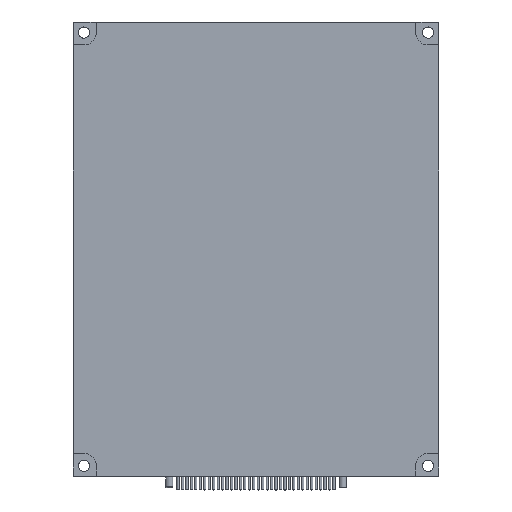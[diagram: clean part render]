
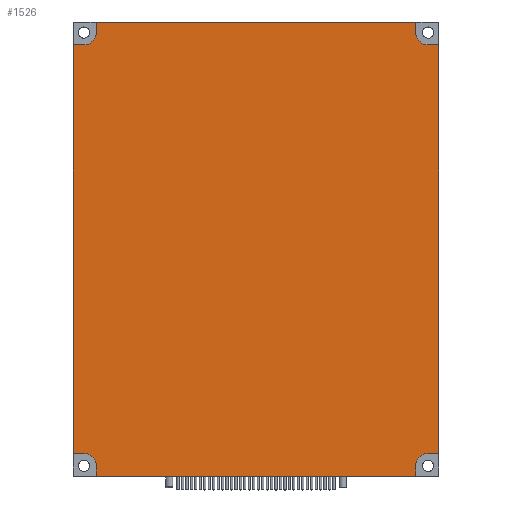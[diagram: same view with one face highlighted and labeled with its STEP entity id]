
A CAD part, top view. The second image highlights one B-rep face of the part: STEP entity #1526.
In plain terms, the highlighted planar face has unit normal (0, 0, 1).
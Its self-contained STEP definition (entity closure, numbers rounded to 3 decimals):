
#81=CIRCLE('',#2310,3.5);
#82=CIRCLE('',#2311,3.5);
#83=CIRCLE('',#2312,3.5);
#84=CIRCLE('',#2313,3.5);
#194=ORIENTED_EDGE('',*,*,#548,.F.);
#195=ORIENTED_EDGE('',*,*,#549,.F.);
#196=ORIENTED_EDGE('',*,*,#550,.F.);
#197=ORIENTED_EDGE('',*,*,#551,.F.);
#198=ORIENTED_EDGE('',*,*,#552,.T.);
#199=ORIENTED_EDGE('',*,*,#553,.T.);
#200=ORIENTED_EDGE('',*,*,#554,.T.);
#201=ORIENTED_EDGE('',*,*,#538,.F.);
#202=ORIENTED_EDGE('',*,*,#555,.F.);
#203=ORIENTED_EDGE('',*,*,#556,.F.);
#204=ORIENTED_EDGE('',*,*,#557,.F.);
#205=ORIENTED_EDGE('',*,*,#558,.F.);
#206=ORIENTED_EDGE('',*,*,#559,.T.);
#207=ORIENTED_EDGE('',*,*,#560,.T.);
#208=ORIENTED_EDGE('',*,*,#561,.T.);
#209=ORIENTED_EDGE('',*,*,#562,.F.);
#538=EDGE_CURVE('',#715,#716,#864,.T.);
#548=EDGE_CURVE('',#725,#726,#874,.T.);
#549=EDGE_CURVE('',#727,#725,#81,.T.);
#550=EDGE_CURVE('',#728,#727,#875,.T.);
#551=EDGE_CURVE('',#729,#728,#876,.T.);
#552=EDGE_CURVE('',#729,#730,#877,.T.);
#553=EDGE_CURVE('',#730,#731,#82,.F.);
#554=EDGE_CURVE('',#731,#716,#878,.T.);
#555=EDGE_CURVE('',#732,#715,#879,.T.);
#556=EDGE_CURVE('',#733,#732,#83,.T.);
#557=EDGE_CURVE('',#734,#733,#880,.T.);
#558=EDGE_CURVE('',#735,#734,#881,.T.);
#559=EDGE_CURVE('',#735,#736,#882,.T.);
#560=EDGE_CURVE('',#736,#737,#84,.F.);
#561=EDGE_CURVE('',#737,#738,#883,.T.);
#562=EDGE_CURVE('',#726,#738,#884,.T.);
#715=VERTEX_POINT('',#3067);
#716=VERTEX_POINT('',#3069);
#725=VERTEX_POINT('',#3089);
#726=VERTEX_POINT('',#3090);
#727=VERTEX_POINT('',#3092);
#728=VERTEX_POINT('',#3094);
#729=VERTEX_POINT('',#3096);
#730=VERTEX_POINT('',#3098);
#731=VERTEX_POINT('',#3100);
#732=VERTEX_POINT('',#3103);
#733=VERTEX_POINT('',#3105);
#734=VERTEX_POINT('',#3107);
#735=VERTEX_POINT('',#3109);
#736=VERTEX_POINT('',#3111);
#737=VERTEX_POINT('',#3113);
#738=VERTEX_POINT('',#3115);
#864=LINE('',#3068,#940);
#874=LINE('',#3088,#950);
#875=LINE('',#3093,#951);
#876=LINE('',#3095,#952);
#877=LINE('',#3097,#953);
#878=LINE('',#3101,#954);
#879=LINE('',#3102,#955);
#880=LINE('',#3106,#956);
#881=LINE('',#3108,#957);
#882=LINE('',#3110,#958);
#883=LINE('',#3114,#959);
#884=LINE('',#3116,#960);
#940=VECTOR('',#2539,1000.);
#950=VECTOR('',#2551,1000.);
#951=VECTOR('',#2554,1000.);
#952=VECTOR('',#2555,1000.);
#953=VECTOR('',#2556,1000.);
#954=VECTOR('',#2559,1000.);
#955=VECTOR('',#2560,1000.);
#956=VECTOR('',#2563,1000.);
#957=VECTOR('',#2564,1000.);
#958=VECTOR('',#2565,1000.);
#959=VECTOR('',#2568,1000.);
#960=VECTOR('',#2569,1000.);
#1016=EDGE_LOOP('',(#194,#195,#196,#197,#198,#199,#200,#201,#202,#203,#204,
#205,#206,#207,#208,#209));
#1236=FACE_BOUND('',#1016,.T.);
#1455=PLANE('',#2309);
#1526=ADVANCED_FACE('',(#1236),#1455,.F.);
#2309=AXIS2_PLACEMENT_3D('',#3087,#2549,#2550);
#2310=AXIS2_PLACEMENT_3D('',#3091,#2552,#2553);
#2311=AXIS2_PLACEMENT_3D('',#3099,#2557,#2558);
#2312=AXIS2_PLACEMENT_3D('',#3104,#2561,#2562);
#2313=AXIS2_PLACEMENT_3D('',#3112,#2566,#2567);
#2539=DIRECTION('',(-1.,0.,0.));
#2549=DIRECTION('',(0.,0.,-1.));
#2550=DIRECTION('',(-1.,0.,0.));
#2551=DIRECTION('',(0.,1.,0.));
#2552=DIRECTION('',(0.,0.,1.));
#2553=DIRECTION('',(1.,0.,0.));
#2554=DIRECTION('',(1.,0.,0.));
#2555=DIRECTION('',(0.,1.,0.));
#2556=DIRECTION('',(1.,0.,0.));
#2557=DIRECTION('',(0.,0.,1.));
#2558=DIRECTION('',(1.,0.,0.));
#2559=DIRECTION('',(0.,-1.,0.));
#2560=DIRECTION('',(0.,-1.,0.));
#2561=DIRECTION('',(0.,0.,1.));
#2562=DIRECTION('',(1.,0.,0.));
#2563=DIRECTION('',(-1.,0.,0.));
#2564=DIRECTION('',(0.,-1.,0.));
#2565=DIRECTION('',(-1.,0.,0.));
#2566=DIRECTION('',(0.,0.,1.));
#2567=DIRECTION('',(1.,0.,0.));
#2568=DIRECTION('',(0.,1.,0.));
#2569=DIRECTION('',(1.,0.,0.));
#3067=CARTESIAN_POINT('',(45.57,-64.77,7.747));
#3068=CARTESIAN_POINT('',(52.07,-64.77,7.747));
#3069=CARTESIAN_POINT('',(-45.57,-64.77,7.747));
#3087=CARTESIAN_POINT('',(0.,0.,7.747));
#3088=CARTESIAN_POINT('',(-45.57,64.77,7.747));
#3089=CARTESIAN_POINT('',(-45.57,61.77,7.747));
#3090=CARTESIAN_POINT('',(-45.57,64.77,7.747));
#3091=CARTESIAN_POINT('',(-49.07,61.77,7.747));
#3092=CARTESIAN_POINT('',(-49.07,58.27,7.747));
#3093=CARTESIAN_POINT('',(-49.07,58.27,7.747));
#3094=CARTESIAN_POINT('',(-52.07,58.27,7.747));
#3095=CARTESIAN_POINT('',(-52.07,-64.77,7.747));
#3096=CARTESIAN_POINT('',(-52.07,-58.27,7.747));
#3097=CARTESIAN_POINT('',(-49.07,-58.27,7.747));
#3098=CARTESIAN_POINT('',(-49.07,-58.27,7.747));
#3099=CARTESIAN_POINT('',(-49.07,-61.77,7.747));
#3100=CARTESIAN_POINT('',(-45.57,-61.77,7.747));
#3101=CARTESIAN_POINT('',(-45.57,-64.77,7.747));
#3102=CARTESIAN_POINT('',(45.57,-64.77,7.747));
#3103=CARTESIAN_POINT('',(45.57,-61.77,7.747));
#3104=CARTESIAN_POINT('',(49.07,-61.77,7.747));
#3105=CARTESIAN_POINT('',(49.07,-58.27,7.747));
#3106=CARTESIAN_POINT('',(49.07,-58.27,7.747));
#3107=CARTESIAN_POINT('',(52.07,-58.27,7.747));
#3108=CARTESIAN_POINT('',(52.07,64.77,7.747));
#3109=CARTESIAN_POINT('',(52.07,58.27,7.747));
#3110=CARTESIAN_POINT('',(49.07,58.27,7.747));
#3111=CARTESIAN_POINT('',(49.07,58.27,7.747));
#3112=CARTESIAN_POINT('',(49.07,61.77,7.747));
#3113=CARTESIAN_POINT('',(45.57,61.77,7.747));
#3114=CARTESIAN_POINT('',(45.57,64.77,7.747));
#3115=CARTESIAN_POINT('',(45.57,64.77,7.747));
#3116=CARTESIAN_POINT('',(-52.07,64.77,7.747));
